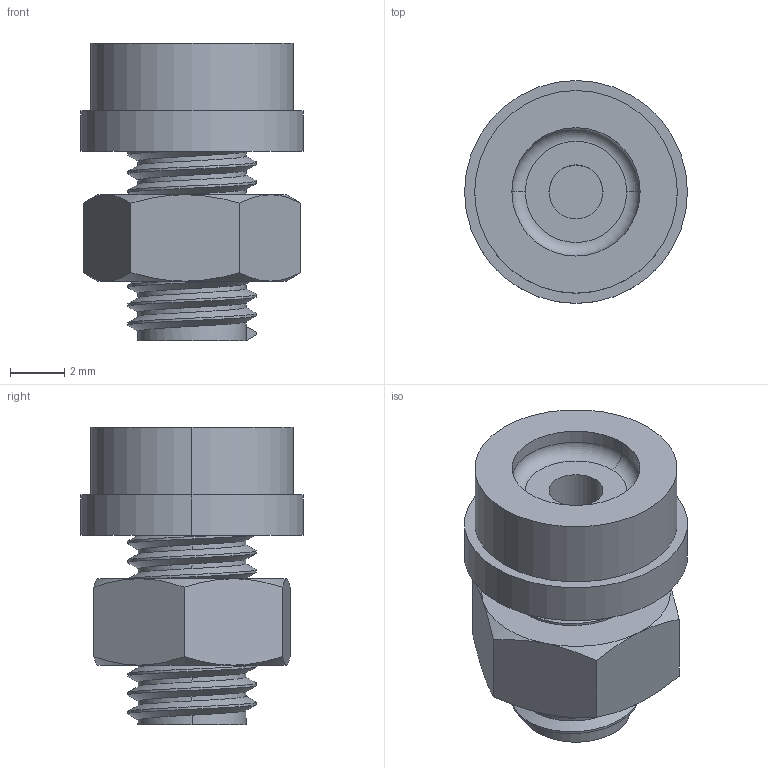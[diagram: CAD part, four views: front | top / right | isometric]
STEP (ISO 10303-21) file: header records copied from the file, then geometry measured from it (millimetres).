
FILE_DESCRIPTION(('FreeCAD Model'),'2;1');
FILE_NAME('Open CASCADE Shape Model','2022-03-14T08:55:15',('Author'),( ''),'Open CASCADE STEP processor 7.4','FreeCAD','Unknown');
FILE_SCHEMA(('AUTOMOTIVE_DESIGN { 1 0 10303 214 1 1 1 1 }'));
Length unit declared in the file: millimetre
Products named in the file (3): 24; 24.106; hex_nut_style_1_am_B18.2.4.1M_-_Hex_nut,_Style_1,__M4_x_0.7_--D-S
Assembly tree (2 placements, depth 2):
  24
    24.106
    hex_nut_style_1_am_B18.2.4.1M_-_Hex_nut,_Style_1,__M4_x_0.7_--D-S
Bounding box: 8.25 x 8.25 x 11 mm (x, y, z)
Volume: 348.4 mm3; surface area: 619.1 mm2
Topology: 2 solids, 2 shells, 97 faces, 215 edges, 126 vertices
Faces by surface type: cylinder 41, cone 36, plane 15, bspline 3, torus 2
Entity records: 4415 total; most frequent: CARTESIAN_POINT 2100, ORIENTED_EDGE 430, DIRECTION 410, EDGE_CURVE 215, AXIS2_PLACEMENT_3D 170, VERTEX_POINT 126, FACE_BOUND 103, EDGE_LOOP 103
